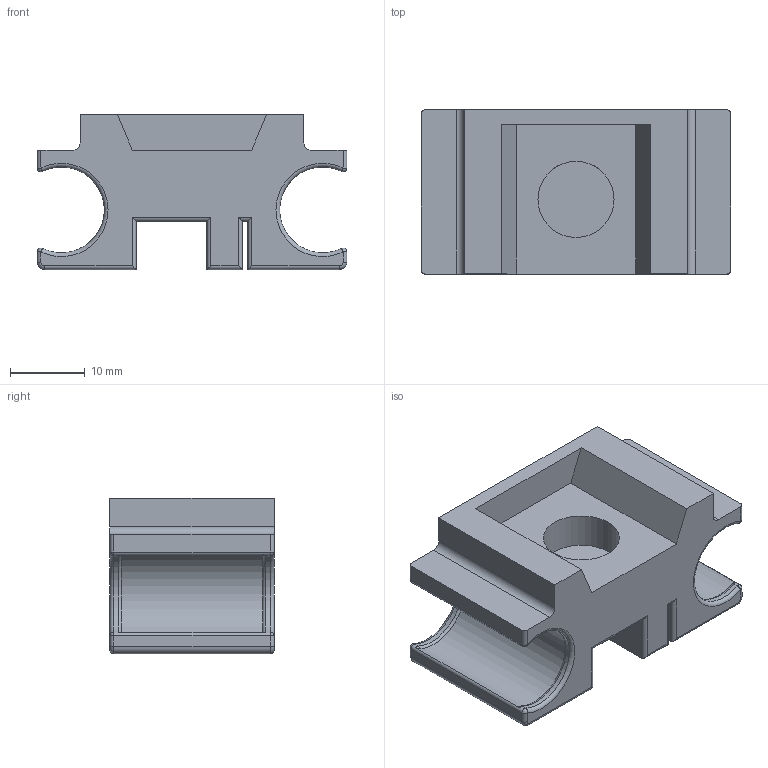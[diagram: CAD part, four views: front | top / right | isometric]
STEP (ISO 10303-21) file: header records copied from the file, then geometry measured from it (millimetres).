
FILE_DESCRIPTION(/* description */ (''),/* implementation_level */ '2;1');
FILE_NAME(/* name */ 'z_actuator_slider.step',/* time_stamp */ '2024-03-05T20:29:48+08:00',/* author */ (''),/* organization */ (''),/* preprocessor_version */ 'ST-DEVELOPER v20',/* originating_system */ 'Autodesk Translation Framework v12.20.1.177',/* authorisation */ '');
FILE_SCHEMA (('AUTOMOTIVE_DESIGN { 1 0 10303 214 3 1 1 }'));
Length unit declared in the file: millimetre
Products named in the file (2): 笔架; 滑块
Assembly tree (1 placements, depth 2):
  笔架
    滑块
Bounding box: 41.5 x 22 x 20.8 mm (x, y, z)
Volume: 9665.4 mm3; surface area: 5171.2 mm2
Topology: 1 solids, 1 shells, 108 faces, 271 edges, 166 vertices
Faces by surface type: plane 43, cylinder 37, bspline 12, torus 8, sphere 8
Full cylindrical faces by diameter (mm): 10.2 x1
Entity records: 3948 total; most frequent: CARTESIAN_POINT 1318, DIRECTION 547, ORIENTED_EDGE 542, EDGE_CURVE 271, AXIS2_PLACEMENT_3D 193, VERTEX_POINT 166, LINE 161, VECTOR 161
